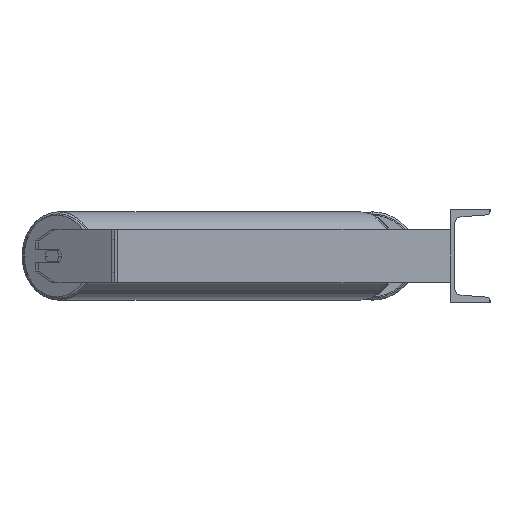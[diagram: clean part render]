
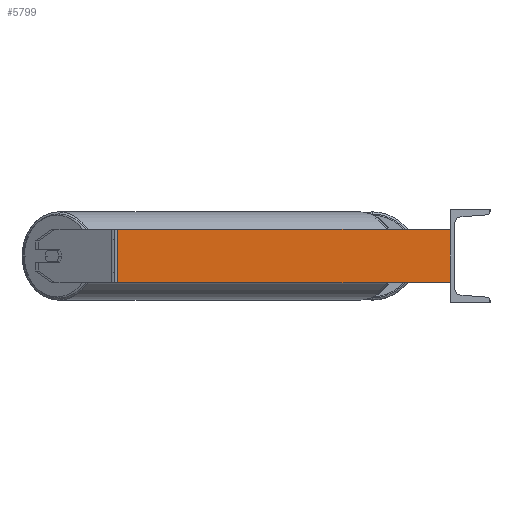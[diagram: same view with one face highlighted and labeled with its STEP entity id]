
A CAD part, left-side view. The second image highlights one B-rep face of the part: STEP entity #5799.
In plain terms, the highlighted planar face has unit normal (-1, 0, 0).
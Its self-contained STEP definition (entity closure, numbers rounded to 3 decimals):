
#102 = CARTESIAN_POINT ( 'NONE',  ( -1185., 500.713, 40. ) ) ;
#155 = VECTOR ( 'NONE', #8376, 1000. ) ;
#369 = EDGE_CURVE ( 'NONE', #1475, #1705, #715, .T. ) ;
#715 = LINE ( 'NONE', #8326, #155 ) ;
#1475 = VERTEX_POINT ( 'NONE', #6927 ) ;
#1705 = VERTEX_POINT ( 'NONE', #7422 ) ;
#2117 = ORIENTED_EDGE ( 'NONE', *, *, #2852, .F. ) ;
#2314 = ORIENTED_EDGE ( 'NONE', *, *, #7000, .T. ) ;
#2458 = CARTESIAN_POINT ( 'NONE',  ( -1185., 505.758, 40. ) ) ;
#2494 = VECTOR ( 'NONE', #5329, 1000. ) ;
#2852 = EDGE_CURVE ( 'NONE', #6179, #5030, #8062, .T. ) ;
#3056 = ORIENTED_EDGE ( 'NONE', *, *, #369, .T. ) ;
#3122 = CARTESIAN_POINT ( 'NONE',  ( -1185., 0., 40. ) ) ;
#3402 = CARTESIAN_POINT ( 'NONE',  ( -1185., 500.713, 40. ) ) ;
#4169 = LINE ( 'NONE', #3402, #8090 ) ;
#4390 = LINE ( 'NONE', #3122, #7775 ) ;
#4777 = EDGE_CURVE ( 'NONE', #5030, #1705, #4390, .T. ) ;
#5030 = VERTEX_POINT ( 'NONE', #8646 ) ;
#5329 = DIRECTION ( 'NONE',  ( 0., -1., 0. ) ) ;
#5799 = ADVANCED_FACE ( 'NONE', ( #7339 ), #6608, .F. ) ;
#5904 = DIRECTION ( 'NONE',  ( 0., 0., -1. ) ) ;
#6179 = VERTEX_POINT ( 'NONE', #102 ) ;
#6323 = EDGE_LOOP ( 'NONE', ( #3056, #6359, #2117, #2314 ) ) ;
#6359 = ORIENTED_EDGE ( 'NONE', *, *, #4777, .F. ) ;
#6559 = DIRECTION ( 'NONE',  ( 1., 0., 0. ) ) ;
#6608 = PLANE ( 'NONE',  #8516 ) ;
#6927 = CARTESIAN_POINT ( 'NONE',  ( -1185., 500.713, -40. ) ) ;
#7000 = EDGE_CURVE ( 'NONE', #6179, #1475, #4169, .T. ) ;
#7339 = FACE_OUTER_BOUND ( 'NONE', #6323, .T. ) ;
#7422 = CARTESIAN_POINT ( 'NONE',  ( -1185., 0., -40. ) ) ;
#7424 = CARTESIAN_POINT ( 'NONE',  ( -1185., 505.758, 40. ) ) ;
#7432 = DIRECTION ( 'NONE',  ( 0., 1., 0. ) ) ;
#7509 = DIRECTION ( 'NONE',  ( 0., 0., -1. ) ) ;
#7775 = VECTOR ( 'NONE', #5904, 1000. ) ;
#8062 = LINE ( 'NONE', #7424, #2494 ) ;
#8090 = VECTOR ( 'NONE', #7509, 1000. ) ;
#8326 = CARTESIAN_POINT ( 'NONE',  ( -1185., 505.758, -40. ) ) ;
#8376 = DIRECTION ( 'NONE',  ( 0., -1., 0. ) ) ;
#8516 = AXIS2_PLACEMENT_3D ( 'NONE', #2458, #6559, #7432 ) ;
#8646 = CARTESIAN_POINT ( 'NONE',  ( -1185., 0., 40. ) ) ;
